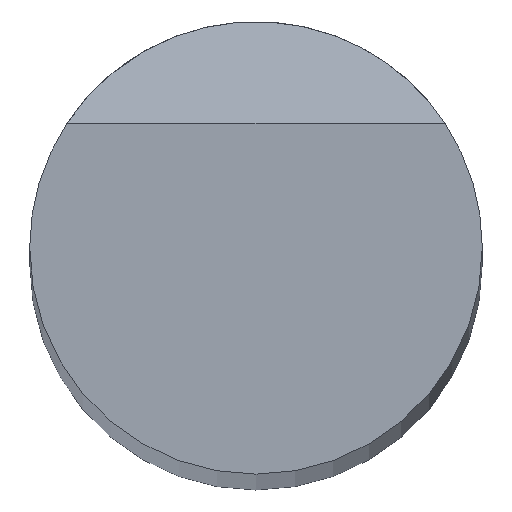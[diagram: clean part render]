
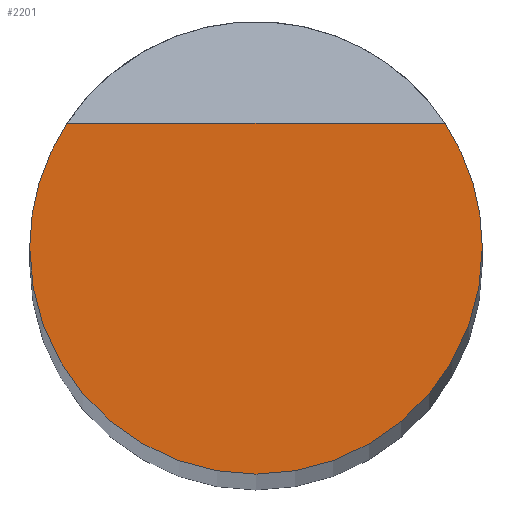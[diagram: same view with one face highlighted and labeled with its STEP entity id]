
A CAD part, top view. The second image highlights one B-rep face of the part: STEP entity #2201.
In plain terms, the highlighted planar face has unit normal (0, 0, 1).
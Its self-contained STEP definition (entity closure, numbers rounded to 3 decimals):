
#289 = FACE_OUTER_BOUND ( 'NONE', #2957, .T. ) ;
#305 = ORIENTED_EDGE ( 'NONE', *, *, #376, .T. ) ;
#376 = EDGE_CURVE ( 'NONE', #1667, #1112, #999, .T. ) ;
#483 = ORIENTED_EDGE ( 'NONE', *, *, #4881, .F. ) ;
#578 = AXIS2_PLACEMENT_3D ( 'NONE', #834, #935, #2530 ) ;
#711 = CARTESIAN_POINT ( 'NONE',  ( 12.5, 0., 502.147 ) ) ;
#834 = CARTESIAN_POINT ( 'NONE',  ( 0., 0., 502.147 ) ) ;
#835 = AXIS2_PLACEMENT_3D ( 'NONE', #2081, #2500, #2528 ) ;
#935 = DIRECTION ( 'NONE',  ( 0., 0., 1. ) ) ;
#996 = EDGE_CURVE ( 'NONE', #1856, #1667, #3639, .T. ) ;
#999 = CIRCLE ( 'NONE', #578, 12.5 ) ;
#1112 = VERTEX_POINT ( 'NONE', #711 ) ;
#1306 = CARTESIAN_POINT ( 'NONE',  ( 10.44, 6.875, 502.147 ) ) ;
#1397 = AXIS2_PLACEMENT_3D ( 'NONE', #1472, #3870, #2367 ) ;
#1472 = CARTESIAN_POINT ( 'NONE',  ( 0., 0., 502.147 ) ) ;
#1667 = VERTEX_POINT ( 'NONE', #1866 ) ;
#1787 = DIRECTION ( 'NONE',  ( 0., 0., 1. ) ) ;
#1837 = PLANE ( 'NONE',  #3817 ) ;
#1856 = VERTEX_POINT ( 'NONE', #4832 ) ;
#1866 = CARTESIAN_POINT ( 'NONE',  ( -12.5, 0., 502.147 ) ) ;
#2081 = CARTESIAN_POINT ( 'NONE',  ( 0., 0., 502.147 ) ) ;
#2201 = ADVANCED_FACE ( 'NONE', ( #289 ), #1837, .T. ) ;
#2367 = DIRECTION ( 'NONE',  ( 1., 0., 0. ) ) ;
#2500 = DIRECTION ( 'NONE',  ( 0., 0., 1. ) ) ;
#2528 = DIRECTION ( 'NONE',  ( 1., 0., 0. ) ) ;
#2530 = DIRECTION ( 'NONE',  ( 1., 0., 0. ) ) ;
#2626 = CARTESIAN_POINT ( 'NONE',  ( 0., 0., 502.147 ) ) ;
#2764 = DIRECTION ( 'NONE',  ( 1., 0., 0. ) ) ;
#2957 = EDGE_LOOP ( 'NONE', ( #3482, #305, #4562, #483 ) ) ;
#3250 = LINE ( 'NONE', #4427, #4755 ) ;
#3482 = ORIENTED_EDGE ( 'NONE', *, *, #996, .T. ) ;
#3639 = CIRCLE ( 'NONE', #1397, 12.5 ) ;
#3817 = AXIS2_PLACEMENT_3D ( 'NONE', #2626, #1787, #4682 ) ;
#3870 = DIRECTION ( 'NONE',  ( 0., 0., 1. ) ) ;
#4000 = CIRCLE ( 'NONE', #835, 12.5 ) ;
#4427 = CARTESIAN_POINT ( 'NONE',  ( 12.501, 6.875, 502.147 ) ) ;
#4562 = ORIENTED_EDGE ( 'NONE', *, *, #4989, .T. ) ;
#4618 = VERTEX_POINT ( 'NONE', #1306 ) ;
#4682 = DIRECTION ( 'NONE',  ( 1., 0., 0. ) ) ;
#4755 = VECTOR ( 'NONE', #2764, 1000. ) ;
#4832 = CARTESIAN_POINT ( 'NONE',  ( -10.44, 6.875, 502.147 ) ) ;
#4881 = EDGE_CURVE ( 'NONE', #1856, #4618, #3250, .T. ) ;
#4989 = EDGE_CURVE ( 'NONE', #1112, #4618, #4000, .T. ) ;
